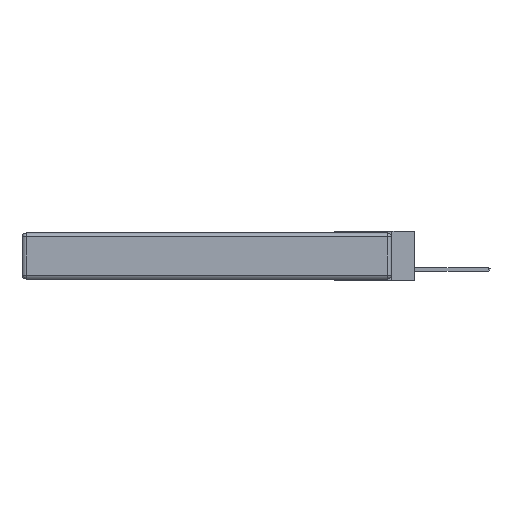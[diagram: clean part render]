
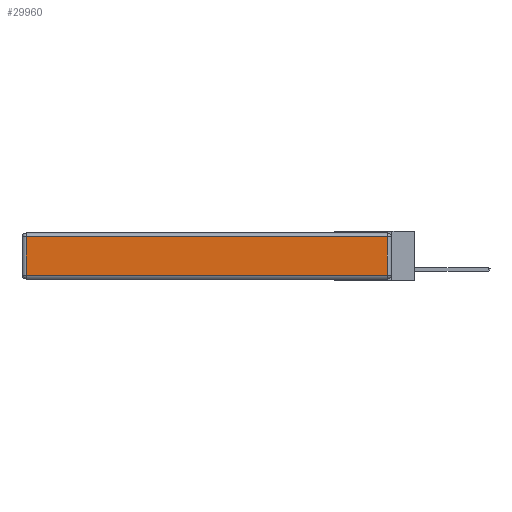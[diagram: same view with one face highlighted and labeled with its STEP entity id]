
A CAD part, left-side view. The second image highlights one B-rep face of the part: STEP entity #29960.
In plain terms, the highlighted planar face has unit normal (-1, 0, 0).
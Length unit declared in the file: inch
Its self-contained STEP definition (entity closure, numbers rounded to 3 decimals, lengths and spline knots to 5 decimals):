
#2785 = ORIENTED_EDGE ( 'NONE', *, *, #9099, .T. ) ;
#4761 = EDGE_CURVE ( 'NONE', #19344, #12708, #17011, .T. ) ;
#4792 = CARTESIAN_POINT ( 'NONE',  ( 0., 2.72, -0.313 ) ) ;
#4861 = CARTESIAN_POINT ( 'NONE',  ( 0., 0.03, -0.343 ) ) ;
#5130 = CARTESIAN_POINT ( 'NONE',  ( 0., 0., -0.343 ) ) ;
#5699 = EDGE_LOOP ( 'NONE', ( #7752, #2785, #14335, #18296 ) ) ;
#5746 = VECTOR ( 'NONE', #16415, 39.37008 ) ;
#6068 = LINE ( 'NONE', #25613, #29314 ) ;
#6772 = DIRECTION ( 'NONE',  ( 0., 1., 0. ) ) ;
#7752 = ORIENTED_EDGE ( 'NONE', *, *, #16418, .T. ) ;
#9099 = EDGE_CURVE ( 'NONE', #30378, #20177, #11100, .T. ) ;
#10693 = CARTESIAN_POINT ( 'NONE',  ( 0., 0., -0.313 ) ) ;
#11100 = LINE ( 'NONE', #4861, #29822 ) ;
#11633 = CARTESIAN_POINT ( 'NONE',  ( 0., 0.03, -0.03 ) ) ;
#12667 = CARTESIAN_POINT ( 'NONE',  ( 0., 2.72, -0.03 ) ) ;
#12708 = VERTEX_POINT ( 'NONE', #4792 ) ;
#14335 = ORIENTED_EDGE ( 'NONE', *, *, #16261, .T. ) ;
#16261 = EDGE_CURVE ( 'NONE', #20177, #19344, #6068, .T. ) ;
#16415 = DIRECTION ( 'NONE',  ( 0., 0., -1. ) ) ;
#16418 = EDGE_CURVE ( 'NONE', #12708, #30378, #21822, .T. ) ;
#17011 = LINE ( 'NONE', #28022, #5746 ) ;
#17319 = VECTOR ( 'NONE', #27500, 39.37008 ) ;
#18296 = ORIENTED_EDGE ( 'NONE', *, *, #4761, .T. ) ;
#18612 = CARTESIAN_POINT ( 'NONE',  ( 0., 0.03, -0.313 ) ) ;
#19344 = VERTEX_POINT ( 'NONE', #12667 ) ;
#20177 = VERTEX_POINT ( 'NONE', #11633 ) ;
#21822 = LINE ( 'NONE', #10693, #17319 ) ;
#22194 = DIRECTION ( 'NONE',  ( -1., 0., 0. ) ) ;
#24400 = DIRECTION ( 'NONE',  ( 0., 0., 1. ) ) ;
#24444 = FACE_OUTER_BOUND ( 'NONE', #5699, .T. ) ;
#25613 = CARTESIAN_POINT ( 'NONE',  ( 0., 2.75, -0.03 ) ) ;
#26422 = DIRECTION ( 'NONE',  ( 0., 0., 1. ) ) ;
#27500 = DIRECTION ( 'NONE',  ( 0., -1., 0. ) ) ;
#28022 = CARTESIAN_POINT ( 'NONE',  ( 0., 2.72, -0.343 ) ) ;
#28932 = PLANE ( 'NONE',  #30050 ) ;
#29314 = VECTOR ( 'NONE', #6772, 39.37008 ) ;
#29822 = VECTOR ( 'NONE', #26422, 39.37008 ) ;
#29960 = ADVANCED_FACE ( 'NONE', ( #24444 ), #28932, .T. ) ;
#30050 = AXIS2_PLACEMENT_3D ( 'NONE', #5130, #22194, #24400 ) ;
#30378 = VERTEX_POINT ( 'NONE', #18612 ) ;
